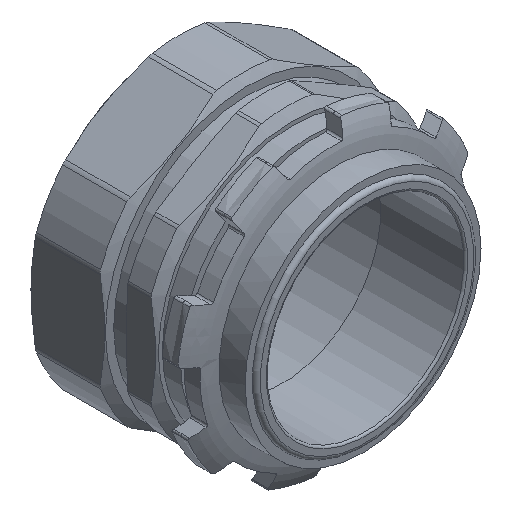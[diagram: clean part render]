
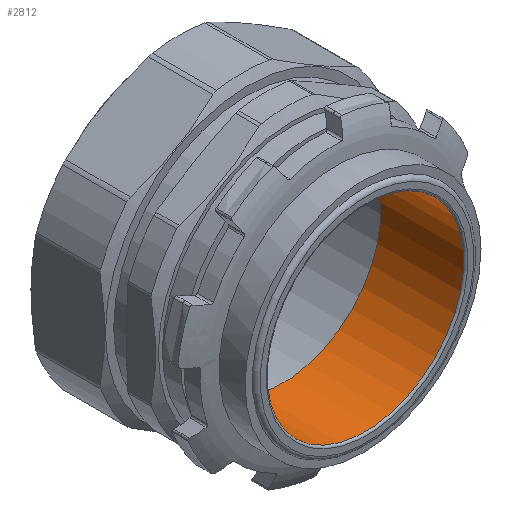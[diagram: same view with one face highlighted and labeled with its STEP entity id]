
A CAD part, isometric view. The second image highlights one B-rep face of the part: STEP entity #2812.
In plain terms, the highlighted cylindrical face has radius 24.7 mm (diameter 49.4 mm), a full revolution.
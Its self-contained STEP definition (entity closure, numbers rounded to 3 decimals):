
#407=FACE_OUTER_BOUND('',#561,.T.);
#561=EDGE_LOOP('',(#1866,#1867,#1868,#1869,#1870));
#717=LINE('',#3892,#873);
#873=VECTOR('',#3255,24.7);
#1029=CIRCLE('',#2987,24.7);
#1034=CIRCLE('',#2995,24.7);
#1035=CIRCLE('',#2996,24.7);
#1135=VERTEX_POINT('',#3875);
#1140=VERTEX_POINT('',#3889);
#1141=VERTEX_POINT('',#3890);
#1424=EDGE_CURVE('',#1135,#1135,#1029,.T.);
#1430=EDGE_CURVE('',#1140,#1141,#1034,.T.);
#1431=EDGE_CURVE('',#1140,#1135,#717,.T.);
#1432=EDGE_CURVE('',#1141,#1140,#1035,.T.);
#1866=ORIENTED_EDGE('',*,*,#1430,.F.);
#1867=ORIENTED_EDGE('',*,*,#1431,.T.);
#1868=ORIENTED_EDGE('',*,*,#1424,.F.);
#1869=ORIENTED_EDGE('',*,*,#1431,.F.);
#1870=ORIENTED_EDGE('',*,*,#1432,.F.);
#2719=CYLINDRICAL_SURFACE('',#2994,24.7);
#2812=ADVANCED_FACE('',(#407),#2719,.F.);
#2987=AXIS2_PLACEMENT_3D('',#3876,#3236,#3237);
#2994=AXIS2_PLACEMENT_3D('',#3888,#3251,#3252);
#2995=AXIS2_PLACEMENT_3D('',#3891,#3253,#3254);
#2996=AXIS2_PLACEMENT_3D('',#3893,#3256,#3257);
#3236=DIRECTION('center_axis',(0.,-1.,0.));
#3237=DIRECTION('ref_axis',(1.,0.,0.));
#3251=DIRECTION('center_axis',(0.,-1.,0.));
#3252=DIRECTION('ref_axis',(0.816,0.,0.578));
#3253=DIRECTION('center_axis',(0.,1.,0.));
#3254=DIRECTION('ref_axis',(-0.816,0.,-0.578));
#3255=DIRECTION('',(0.,1.,0.));
#3256=DIRECTION('center_axis',(0.,1.,0.));
#3257=DIRECTION('ref_axis',(-0.816,0.,-0.578));
#3875=CARTESIAN_POINT('',(-20.149,20.3,-14.287));
#3876=CARTESIAN_POINT('Origin',(0.,20.3,0.));
#3888=CARTESIAN_POINT('Origin',(0.,6.5,0.));
#3889=CARTESIAN_POINT('',(-20.149,-0.5,-14.287));
#3890=CARTESIAN_POINT('',(14.287,-0.5,-20.149));
#3891=CARTESIAN_POINT('Origin',(0.,-0.5,
0.));
#3892=CARTESIAN_POINT('',(-20.149,6.5,-14.287));
#3893=CARTESIAN_POINT('Origin',(0.,-0.5,
0.));
